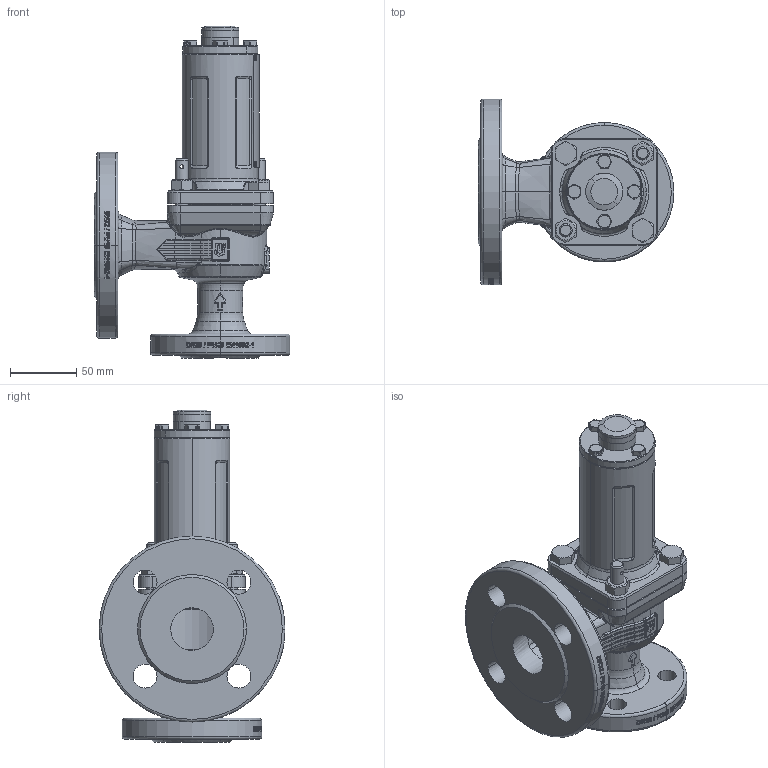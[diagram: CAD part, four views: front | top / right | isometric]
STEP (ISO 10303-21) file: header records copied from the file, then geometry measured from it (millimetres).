
FILE_DESCRIPTION(('HOOPS Exchange Step'),'2;1');
FILE_NAME('SF0400_DN20_DN20-32.stp','2025-06-26T08:46:18+02:00',('nieru'),('Unknown organisation'),'HOOPS Exchange 2024.2','HOOPS Exchange','Unknown authorisation');
FILE_SCHEMA( ('AP203_CONFIGURATION_CONTROLLED_3D_DESIGN_OF_MECHANICAL_PARTS_AND_ASSEMBLIES_MIM_LF') );
Length unit declared in the file: millimetre
Products named in the file (2): 0; root
Assembly tree (1 placements, depth 2):
  root
    0
Bounding box: 147.5 x 140 x 250 mm (x, y, z)
Volume: 650551.5 mm3; surface area: 195423.4 mm2
Topology: 15 solids, 15 shells, 1876 faces, 4702 edges, 2894 vertices
Faces by surface type: bspline 710, plane 473, cylinder 354, cone 158, extrusion 100, torus 70, sphere 11
Full cylindrical faces by diameter (mm): 26 x1, 28 x1
Entity records: 132570 total; most frequent: CARTESIAN_POINT 94687, ORIENTED_EDGE 9262, DIRECTION 5438, EDGE_CURVE 4631, VERTEX_POINT 2894, B_SPLINE_CURVE_WITH_KNOTS 2397, AXIS2_PLACEMENT_3D 2056, EDGE_LOOP 2045
